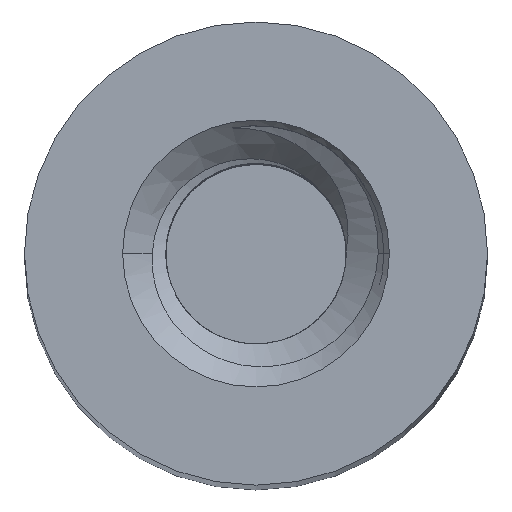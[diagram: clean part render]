
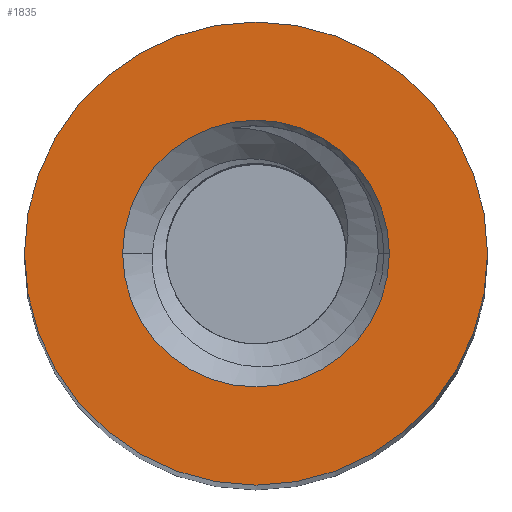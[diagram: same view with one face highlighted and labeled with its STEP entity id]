
A CAD part, top view. The second image highlights one B-rep face of the part: STEP entity #1835.
In plain terms, the highlighted planar face has unit normal (0, 0, 1).
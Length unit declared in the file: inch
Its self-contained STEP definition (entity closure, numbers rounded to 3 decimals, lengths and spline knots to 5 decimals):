
#10 = VERTEX_POINT ( 'NONE', #854 ) ;
#120 = CIRCLE ( 'NONE', #5303, 0.072 ) ;
#277 = CARTESIAN_POINT ( 'NONE',  ( -0.072, 0., 0.75 ) ) ;
#450 = EDGE_CURVE ( 'NONE', #1046, #10, #3198, .T. ) ;
#638 = CIRCLE ( 'NONE', #1447, 0.072 ) ;
#854 = CARTESIAN_POINT ( 'NONE',  ( -0.125, 0., 0.75 ) ) ;
#889 = ORIENTED_EDGE ( 'NONE', *, *, #450, .T. ) ;
#1046 = VERTEX_POINT ( 'NONE', #2321 ) ;
#1447 = AXIS2_PLACEMENT_3D ( 'NONE', #1664, #4588, #3618 ) ;
#1476 = CARTESIAN_POINT ( 'NONE',  ( 0.072, 0., 0.75 ) ) ;
#1664 = CARTESIAN_POINT ( 'NONE',  ( 0., 0., 0.75 ) ) ;
#1672 = DIRECTION ( 'NONE',  ( 0., 0., 1. ) ) ;
#1739 = DIRECTION ( 'NONE',  ( 1., 0., 0. ) ) ;
#1835 = ADVANCED_FACE ( 'NONE', ( #5585, #3095 ), #2252, .T. ) ;
#2012 = AXIS2_PLACEMENT_3D ( 'NONE', #5554, #5102, #1739 ) ;
#2137 = AXIS2_PLACEMENT_3D ( 'NONE', #2359, #4762, #4293 ) ;
#2246 = DIRECTION ( 'NONE',  ( 1., 0., 0. ) ) ;
#2252 = PLANE ( 'NONE',  #2012 ) ;
#2281 = ORIENTED_EDGE ( 'NONE', *, *, #6268, .T. ) ;
#2321 = CARTESIAN_POINT ( 'NONE',  ( 0.125, 0., 0.75 ) ) ;
#2359 = CARTESIAN_POINT ( 'NONE',  ( 0., 0., 0.75 ) ) ;
#2803 = DIRECTION ( 'NONE',  ( 0., 0., 1. ) ) ;
#3004 = AXIS2_PLACEMENT_3D ( 'NONE', #3711, #1672, #2246 ) ;
#3095 = FACE_OUTER_BOUND ( 'NONE', #3784, .T. ) ;
#3198 = CIRCLE ( 'NONE', #3004, 0.125 ) ;
#3474 = VERTEX_POINT ( 'NONE', #277 ) ;
#3618 = DIRECTION ( 'NONE',  ( 1., 0., 0. ) ) ;
#3679 = ORIENTED_EDGE ( 'NONE', *, *, #4481, .F. ) ;
#3711 = CARTESIAN_POINT ( 'NONE',  ( 0., 0., 0.75 ) ) ;
#3784 = EDGE_LOOP ( 'NONE', ( #2281, #889 ) ) ;
#4067 = CIRCLE ( 'NONE', #2137, 0.125 ) ;
#4293 = DIRECTION ( 'NONE',  ( 1., 0., 0. ) ) ;
#4318 = VERTEX_POINT ( 'NONE', #1476 ) ;
#4481 = EDGE_CURVE ( 'NONE', #3474, #4318, #120, .T. ) ;
#4588 = DIRECTION ( 'NONE',  ( 0., 0., 1. ) ) ;
#4762 = DIRECTION ( 'NONE',  ( 0., 0., 1. ) ) ;
#4953 = EDGE_CURVE ( 'NONE', #4318, #3474, #638, .T. ) ;
#5078 = DIRECTION ( 'NONE',  ( 1., 0., 0. ) ) ;
#5102 = DIRECTION ( 'NONE',  ( 0., 0., 1. ) ) ;
#5107 = CARTESIAN_POINT ( 'NONE',  ( 0., 0., 0.75 ) ) ;
#5303 = AXIS2_PLACEMENT_3D ( 'NONE', #5107, #2803, #5078 ) ;
#5554 = CARTESIAN_POINT ( 'NONE',  ( 0., 0., 0.75 ) ) ;
#5585 = FACE_BOUND ( 'NONE', #5679, .T. ) ;
#5679 = EDGE_LOOP ( 'NONE', ( #6244, #3679 ) ) ;
#6244 = ORIENTED_EDGE ( 'NONE', *, *, #4953, .F. ) ;
#6268 = EDGE_CURVE ( 'NONE', #10, #1046, #4067, .T. ) ;
